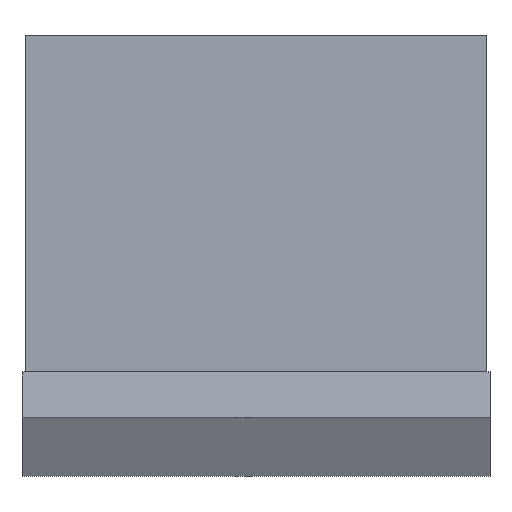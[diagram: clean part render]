
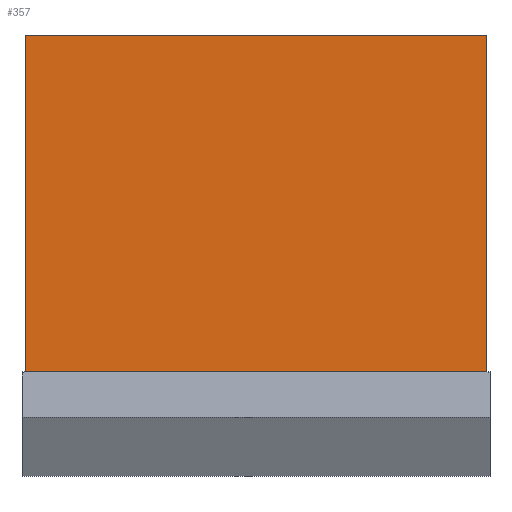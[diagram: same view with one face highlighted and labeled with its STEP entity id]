
A CAD part, front view. The second image highlights one B-rep face of the part: STEP entity #357.
In plain terms, the highlighted planar face has unit normal (0, -1, 0).
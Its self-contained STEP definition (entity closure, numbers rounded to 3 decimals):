
#357=ADVANCED_FACE('',(#609),#2505,.T.);
#609=FACE_OUTER_BOUND('',#869,.F.);
#869=EDGE_LOOP('',(#2247,#2248,#2249,#2250));
#2247=ORIENTED_EDGE('',*,*,#3240,.F.);
#2248=ORIENTED_EDGE('',*,*,#3246,.F.);
#2249=ORIENTED_EDGE('',*,*,#3244,.F.);
#2250=ORIENTED_EDGE('',*,*,#3242,.F.);
#2505=PLANE('',#5469);
#3240=EDGE_CURVE('',#5067,#5063,#3914,.T.);
#3242=EDGE_CURVE('',#5063,#5059,#3916,.T.);
#3244=EDGE_CURVE('',#5059,#5055,#3918,.T.);
#3246=EDGE_CURVE('',#5055,#5067,#3920,.T.);
#3914=LINE('',#8143,#4588);
#3916=LINE('',#8145,#4590);
#3918=LINE('',#8147,#4592);
#3920=LINE('',#8149,#4594);
#4588=VECTOR('',#6695,330.);
#4590=VECTOR('',#6697,453.);
#4592=VECTOR('',#6699,330.);
#4594=VECTOR('',#6701,453.);
#5055=VERTEX_POINT('',#8122);
#5059=VERTEX_POINT('',#8126);
#5063=VERTEX_POINT('',#8130);
#5067=VERTEX_POINT('',#8134);
#5469=AXIS2_PLACEMENT_3D('',#8171,#6731,#6732);
#6695=DIRECTION('',(0.,0.,-1.));
#6697=DIRECTION('',(1.,0.,0.));
#6699=DIRECTION('',(0.,0.,1.));
#6701=DIRECTION('',(-1.,0.,0.));
#6731=DIRECTION('',(0.,-1.,0.));
#6732=DIRECTION('',(0.,0.,1.));
#8122=CARTESIAN_POINT('',(226.5,-204.5,364.5));
#8126=CARTESIAN_POINT('',(226.5,-204.5,34.5));
#8130=CARTESIAN_POINT('',(-226.5,-204.5,34.5));
#8134=CARTESIAN_POINT('',(-226.5,-204.5,364.5));
#8143=CARTESIAN_POINT('',(-226.5,-204.5,364.5));
#8145=CARTESIAN_POINT('',(-226.5,-204.5,34.5));
#8147=CARTESIAN_POINT('',(226.5,-204.5,34.5));
#8149=CARTESIAN_POINT('',(226.5,-204.5,364.5));
#8171=CARTESIAN_POINT('',(232.05,-204.5,28.95));
